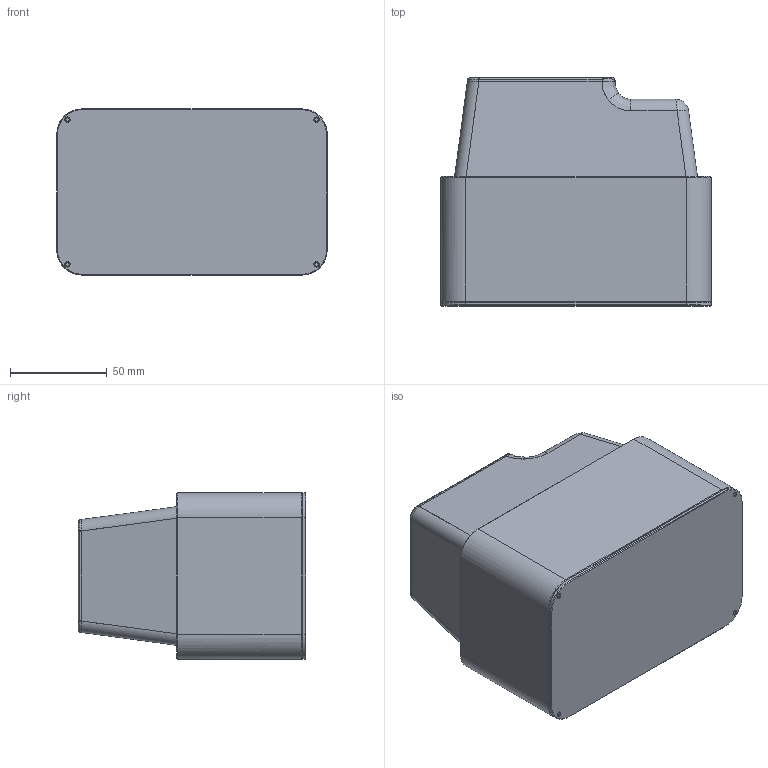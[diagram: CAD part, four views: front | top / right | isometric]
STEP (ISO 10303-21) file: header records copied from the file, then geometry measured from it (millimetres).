
FILE_DESCRIPTION(/* description */ (''),/* implementation_level */ '2;1');
FILE_NAME(/* name */ 'CAPSLOCK SET.step',/* time_stamp */ '2023-09-23T20:19:56+09:00',/* author */ (''),/* organization */ (''),/* preprocessor_version */ 'ST-DEVELOPER v20',/* originating_system */ 'Autodesk Translation Framework v12.14.0.127',/* authorisation */ '');
FILE_SCHEMA (('AUTOMOTIVE_DESIGN { 1 0 10303 214 3 1 1 }'));
Length unit declared in the file: millimetre
Products named in the file (1): CAPSLOCK
Bounding box: 140 x 118 x 86 mm (x, y, z)
Volume: 542478.2 mm3; surface area: 206032.2 mm2
Topology: 5 solids, 5 shells, 599 faces, 1458 edges, 879 vertices
Faces by surface type: plane 343, bspline 158, cylinder 66, cone 28, torus 4
Full cylindrical faces by diameter (mm): 1.9 x24, 3.9 x2, 24 x2
Entity records: 22640 total; most frequent: CARTESIAN_POINT 9607, ORIENTED_EDGE 2900, DIRECTION 2234, EDGE_CURVE 1450, LINE 962, VECTOR 962, VERTEX_POINT 879, EDGE_LOOP 647
